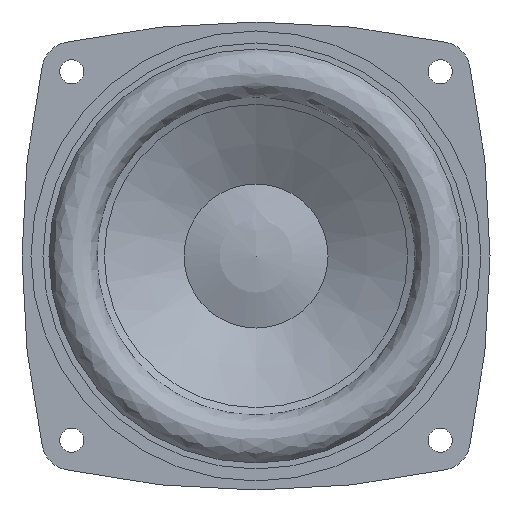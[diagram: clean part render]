
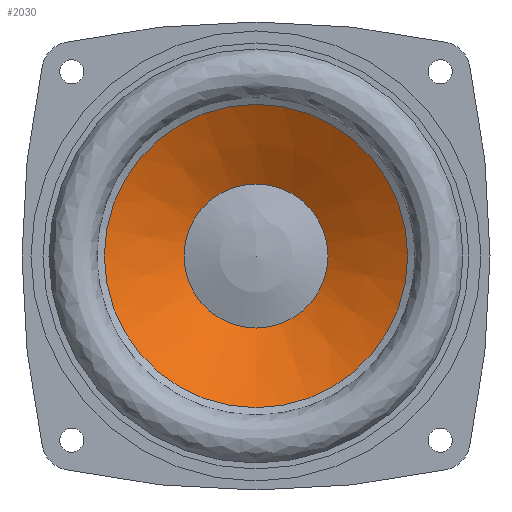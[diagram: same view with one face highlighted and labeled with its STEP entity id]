
A CAD part, front view. The second image highlights one B-rep face of the part: STEP entity #2030.
In plain terms, the highlighted conical face has half-angle 59.515 degrees and reference radius 25.53 mm.
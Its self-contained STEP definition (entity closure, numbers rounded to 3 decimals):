
#1963 = CONICAL_SURFACE('',#1964,25.276,0.532);
#1964 = AXIS2_PLACEMENT_3D('',#1965,#1966,#1967);
#1965 = CARTESIAN_POINT('',(0.,3.792,0.)
  );
#1966 = DIRECTION('',(0.,1.,0.));
#1967 = DIRECTION('',(0.,0.,1.));
#1981 = VERTEX_POINT('',#1982);
#1982 = CARTESIAN_POINT('',(0.,4.223,
    25.53));
#2003 = EDGE_CURVE('',#1981,#1981,#2004,.T.);
#2004 = SURFACE_CURVE('',#2005,(#2010,#2017),.PCURVE_S1.);
#2005 = CIRCLE('',#2006,25.53);
#2006 = AXIS2_PLACEMENT_3D('',#2007,#2008,#2009);
#2007 = CARTESIAN_POINT('',(0.,4.223,0.)
  );
#2008 = DIRECTION('',(0.,1.,0.));
#2009 = DIRECTION('',(0.,0.,1.));
#2010 = PCURVE('',#1963,#2011);
#2011 = DEFINITIONAL_REPRESENTATION('',(#2012),#2016);
#2012 = LINE('',#2013,#2014);
#2013 = CARTESIAN_POINT('',(0.,0.431));
#2014 = VECTOR('',#2015,1.);
#2015 = DIRECTION('',(1.,0.));
#2016 = ( GEOMETRIC_REPRESENTATION_CONTEXT(2) 
PARAMETRIC_REPRESENTATION_CONTEXT() REPRESENTATION_CONTEXT('2D SPACE',''
  ) );
#2017 = PCURVE('',#2018,#2023);
#2018 = CONICAL_SURFACE('',#2019,25.53,1.039);
#2019 = AXIS2_PLACEMENT_3D('',#2020,#2021,#2022);
#2020 = CARTESIAN_POINT('',(0.,4.223,0.)
  );
#2021 = DIRECTION('',(0.,-1.,0.));
#2022 = DIRECTION('',(0.,0.,1.));
#2023 = DEFINITIONAL_REPRESENTATION('',(#2024),#2028);
#2024 = LINE('',#2025,#2026);
#2025 = CARTESIAN_POINT('',(0.,0.));
#2026 = VECTOR('',#2027,1.);
#2027 = DIRECTION('',(-1.,0.));
#2028 = ( GEOMETRIC_REPRESENTATION_CONTEXT(2) 
PARAMETRIC_REPRESENTATION_CONTEXT() REPRESENTATION_CONTEXT('2D SPACE',''
  ) );
#2030 = ADVANCED_FACE('',(#2031),#2018,.F.);
#2031 = FACE_BOUND('',#2032,.F.);
#2032 = EDGE_LOOP('',(#2033,#2034,#2057,#2084));
#2033 = ORIENTED_EDGE('',*,*,#2003,.T.);
#2034 = ORIENTED_EDGE('',*,*,#2035,.T.);
#2035 = EDGE_CURVE('',#1981,#2036,#2038,.T.);
#2036 = VERTEX_POINT('',#2037);
#2037 = CARTESIAN_POINT('',(0.,12.188,12.));
#2038 = SEAM_CURVE('',#2039,(#2043,#2050),.PCURVE_S1.);
#2039 = LINE('',#2040,#2041);
#2040 = CARTESIAN_POINT('',(0.,4.223,
    25.53));
#2041 = VECTOR('',#2042,1.);
#2042 = DIRECTION('',(0.,0.507,-0.862)
  );
#2043 = PCURVE('',#2018,#2044);
#2044 = DEFINITIONAL_REPRESENTATION('',(#2045),#2049);
#2045 = LINE('',#2046,#2047);
#2046 = CARTESIAN_POINT('',(0.,0.));
#2047 = VECTOR('',#2048,1.);
#2048 = DIRECTION('',(0.,-1.));
#2049 = ( GEOMETRIC_REPRESENTATION_CONTEXT(2) 
PARAMETRIC_REPRESENTATION_CONTEXT() REPRESENTATION_CONTEXT('2D SPACE',''
  ) );
#2050 = PCURVE('',#2018,#2051);
#2051 = DEFINITIONAL_REPRESENTATION('',(#2052),#2056);
#2052 = LINE('',#2053,#2054);
#2053 = CARTESIAN_POINT('',(-6.283,0.));
#2054 = VECTOR('',#2055,1.);
#2055 = DIRECTION('',(0.,-1.));
#2056 = ( GEOMETRIC_REPRESENTATION_CONTEXT(2) 
PARAMETRIC_REPRESENTATION_CONTEXT() REPRESENTATION_CONTEXT('2D SPACE',''
  ) );
#2057 = ORIENTED_EDGE('',*,*,#2058,.F.);
#2058 = EDGE_CURVE('',#2036,#2036,#2059,.T.);
#2059 = SURFACE_CURVE('',#2060,(#2065,#2072),.PCURVE_S1.);
#2060 = CIRCLE('',#2061,12.);
#2061 = AXIS2_PLACEMENT_3D('',#2062,#2063,#2064);
#2062 = CARTESIAN_POINT('',(0.,12.188,0.)
  );
#2063 = DIRECTION('',(0.,1.,0.));
#2064 = DIRECTION('',(0.,0.,1.));
#2065 = PCURVE('',#2018,#2066);
#2066 = DEFINITIONAL_REPRESENTATION('',(#2067),#2071);
#2067 = LINE('',#2068,#2069);
#2068 = CARTESIAN_POINT('',(0.,-7.965));
#2069 = VECTOR('',#2070,1.);
#2070 = DIRECTION('',(-1.,0.));
#2071 = ( GEOMETRIC_REPRESENTATION_CONTEXT(2) 
PARAMETRIC_REPRESENTATION_CONTEXT() REPRESENTATION_CONTEXT('2D SPACE',''
  ) );
#2072 = PCURVE('',#2073,#2078);
#2073 = SPHERICAL_SURFACE('',#2074,34.);
#2074 = AXIS2_PLACEMENT_3D('',#2075,#2076,#2077);
#2075 = CARTESIAN_POINT('',(0.,44.,0.));
#2076 = DIRECTION('',(0.,-1.,0.));
#2077 = DIRECTION('',(0.,0.,1.));
#2078 = DEFINITIONAL_REPRESENTATION('',(#2079),#2083);
#2079 = LINE('',#2080,#2081);
#2080 = CARTESIAN_POINT('',(0.,1.21));
#2081 = VECTOR('',#2082,1.);
#2082 = DIRECTION('',(-1.,0.));
#2083 = ( GEOMETRIC_REPRESENTATION_CONTEXT(2) 
PARAMETRIC_REPRESENTATION_CONTEXT() REPRESENTATION_CONTEXT('2D SPACE',''
  ) );
#2084 = ORIENTED_EDGE('',*,*,#2035,.F.);
